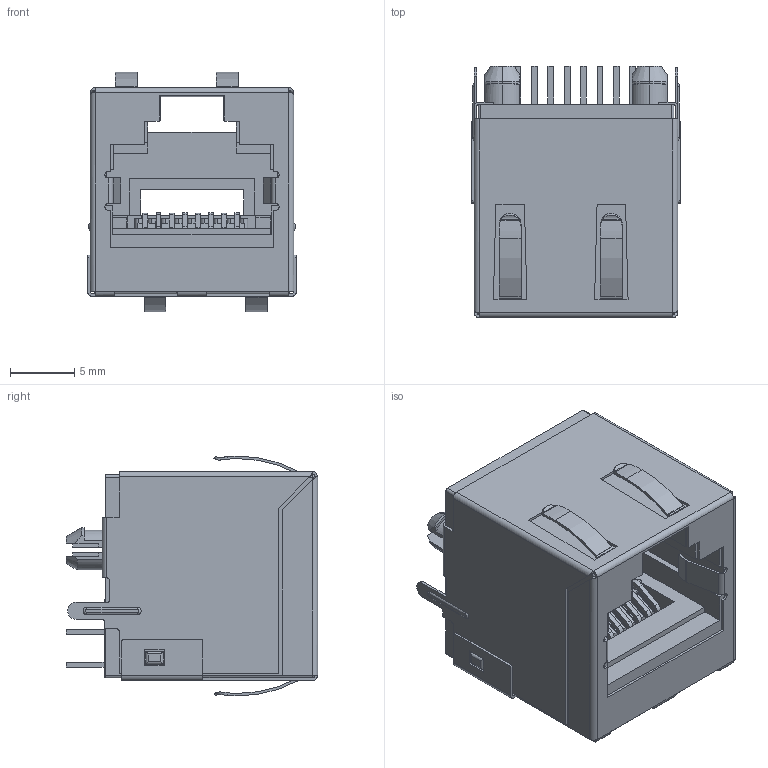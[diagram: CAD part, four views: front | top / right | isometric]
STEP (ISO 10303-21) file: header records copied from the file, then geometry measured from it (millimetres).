
FILE_DESCRIPTION(('STEP AP242'),'1');
FILE_NAME('615008160521.stp','2021-02-10T21:50:47',('TraceParts'),('TraceParts S.A.'),'Spatial InterOp 3D',' ',' ');
FILE_SCHEMA(('AP242_MANAGED_MODEL_BASED_3D_ENGINEERING_MIM_LF {1 0 10303 442 1 1 4}'));
Length unit declared in the file: millimetre
Products named in the file (1): 615008160521_1
Bounding box: 16.24 x 19.5 x 18.6 mm (x, y, z)
Volume: 1904.6 mm3; surface area: 6400.3 mm2
Topology: 12 solids, 12 shells, 1200 faces, 3310 edges, 2133 vertices
Faces by surface type: plane 827, cylinder 319, bspline 26, torus 16, cone 8, sphere 4
Entity records: 41657 total; most frequent: CARTESIAN_POINT 7615, ORIENTED_EDGE 6612, DIRECTION 6143, EDGE_CURVE 3306, LINE 2533, VECTOR 2533, VERTEX_POINT 2133, AXIS2_PLACEMENT_3D 1805
